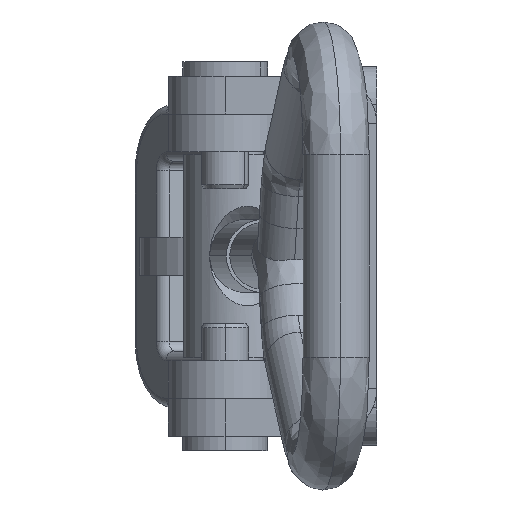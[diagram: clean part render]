
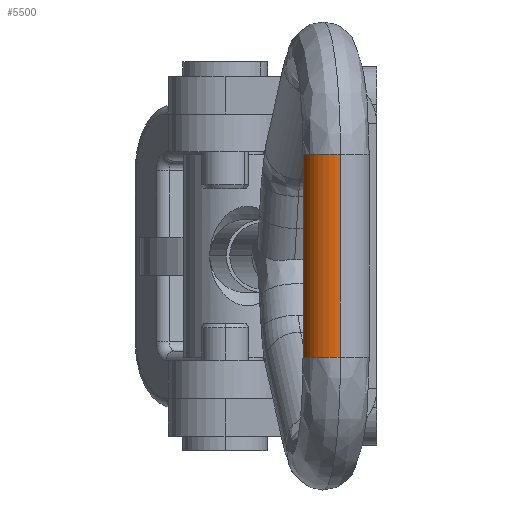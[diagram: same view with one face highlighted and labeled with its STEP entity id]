
A CAD part, left-side view. The second image highlights one B-rep face of the part: STEP entity #5500.
In plain terms, the highlighted free-form (B-spline) face has degree [3, 1] with [4, 2] control points.
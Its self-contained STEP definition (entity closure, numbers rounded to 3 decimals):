
#372 = ORIENTED_EDGE ( 'NONE', *, *, #2916, .T. ) ;
#524 = DIRECTION ( 'NONE',  ( -1., 0., 0. ) ) ;
#571 = AXIS2_PLACEMENT_3D ( 'NONE', #3059, #6816, #3603 ) ;
#725 = EDGE_CURVE ( 'NONE', #5310, #1190, #4731, .T. ) ;
#787 = CIRCLE ( 'NONE', #4937, 3.5 ) ;
#1015 = CARTESIAN_POINT ( 'NONE',  ( -10.68, 88.5, 0. ) ) ;
#1190 = VERTEX_POINT ( 'NONE', #4596 ) ;
#1521 = ORIENTED_EDGE ( 'NONE', *, *, #5561, .T. ) ;
#1589 = CARTESIAN_POINT ( 'NONE',  ( -10.68, 88.5, 7. ) ) ;
#1748 = VECTOR ( 'NONE', #524, 1000. ) ;
#2147 = CARTESIAN_POINT ( 'NONE',  ( -10.72, 95.5, 7. ) ) ;
#2224 = VERTEX_POINT ( 'NONE', #6360 ) ;
#2687 = CARTESIAN_POINT ( 'NONE',  ( -10.72, 95.5, 0. ) ) ;
#2827 = ORIENTED_EDGE ( 'NONE', *, *, #6847, .F. ) ;
#2916 = EDGE_CURVE ( 'NONE', #5310, #4521, #787, .T. ) ;
#3059 = CARTESIAN_POINT ( 'NONE',  ( -10.7, 92., 0. ) ) ;
#3143 =( BOUNDED_SURFACE ( )  B_SPLINE_SURFACE ( 3, 1, ( 
 ( #5930, #1015 ),
 ( #4860, #1589 ),
 ( #5415, #2147 ),
 ( #5954, #2687 ) ),
 .UNSPECIFIED., .F., .F., .T. ) 
 B_SPLINE_SURFACE_WITH_KNOTS ( ( 4, 4 ),
 ( 2, 2 ),
 ( 0., 1. ),
 ( 0., 1. ),
 .UNSPECIFIED. ) 
 GEOMETRIC_REPRESENTATION_ITEM ( )  RATIONAL_B_SPLINE_SURFACE ( (
 ( 1., 1.),
 ( 0.333, 0.333),
 ( 0.333, 0.333),
 ( 1., 1.) ) ) 
 REPRESENTATION_ITEM ( '' )  SURFACE ( )  );
#3245 = CARTESIAN_POINT ( 'NONE',  ( 10.7, 92., 0. ) ) ;
#3459 = VECTOR ( 'NONE', #6328, 1000. ) ;
#3603 = DIRECTION ( 'NONE',  ( 0.006, -1., 0. ) ) ;
#3792 = DIRECTION ( 'NONE',  ( 0.006, -1., 0. ) ) ;
#3834 = CARTESIAN_POINT ( 'NONE',  ( 10.68, 95.5, 0. ) ) ;
#4521 = VERTEX_POINT ( 'NONE', #5997 ) ;
#4596 = CARTESIAN_POINT ( 'NONE',  ( -10.68, 88.5, 0. ) ) ;
#4661 = LINE ( 'NONE', #3834, #1748 ) ;
#4675 = CARTESIAN_POINT ( 'NONE',  ( 10.72, 88.5, 0. ) ) ;
#4696 = EDGE_LOOP ( 'NONE', ( #372, #1521, #2827, #5386 ) ) ;
#4731 = LINE ( 'NONE', #5859, #3459 ) ;
#4860 = CARTESIAN_POINT ( 'NONE',  ( 10.72, 88.5, 7. ) ) ;
#4937 = AXIS2_PLACEMENT_3D ( 'NONE', #3245, #7004, #3792 ) ;
#5310 = VERTEX_POINT ( 'NONE', #4675 ) ;
#5386 = ORIENTED_EDGE ( 'NONE', *, *, #725, .F. ) ;
#5415 = CARTESIAN_POINT ( 'NONE',  ( 10.68, 95.5, 7. ) ) ;
#5500 = ADVANCED_FACE ( 'NONE', ( #6584 ), #3143, .T. ) ;
#5561 = EDGE_CURVE ( 'NONE', #4521, #2224, #4661, .T. ) ;
#5587 = CIRCLE ( 'NONE', #571, 3.5 ) ;
#5859 = CARTESIAN_POINT ( 'NONE',  ( 10.72, 88.5, 0. ) ) ;
#5930 = CARTESIAN_POINT ( 'NONE',  ( 10.72, 88.5, 0. ) ) ;
#5954 = CARTESIAN_POINT ( 'NONE',  ( 10.68, 95.5, 0. ) ) ;
#5997 = CARTESIAN_POINT ( 'NONE',  ( 10.68, 95.5, 0. ) ) ;
#6328 = DIRECTION ( 'NONE',  ( -1., 0., 0. ) ) ;
#6360 = CARTESIAN_POINT ( 'NONE',  ( -10.72, 95.5, 0. ) ) ;
#6584 = FACE_OUTER_BOUND ( 'NONE', #4696, .T. ) ;
#6816 = DIRECTION ( 'NONE',  ( -1., -0.006, 0. ) ) ;
#6847 = EDGE_CURVE ( 'NONE', #1190, #2224, #5587, .T. ) ;
#7004 = DIRECTION ( 'NONE',  ( -1., -0.006, 0. ) ) ;
